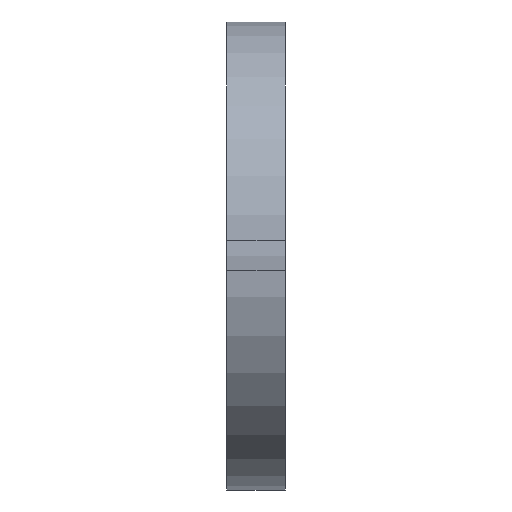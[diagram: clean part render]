
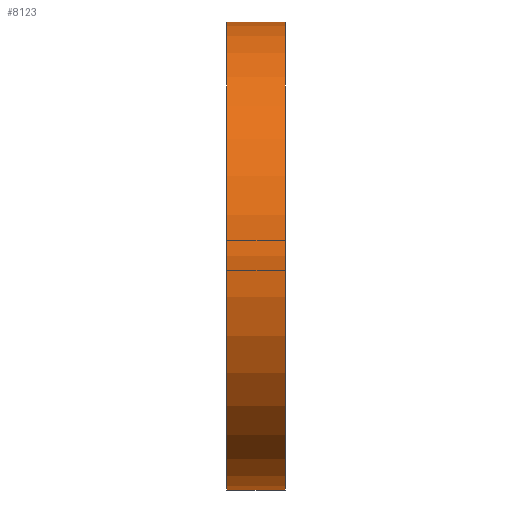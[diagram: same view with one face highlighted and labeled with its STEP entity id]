
A CAD part, left-side view. The second image highlights one B-rep face of the part: STEP entity #8123.
In plain terms, the highlighted cylindrical face has radius 38.1 mm (diameter 76.2 mm), a partial arc.
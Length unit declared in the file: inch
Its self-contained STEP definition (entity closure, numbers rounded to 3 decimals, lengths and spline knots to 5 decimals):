
#333 = DIRECTION ( 'NONE',  ( 0., 0., 1. ) ) ;
#936 = VERTEX_POINT ( 'NONE', #7072 ) ;
#2926 = CARTESIAN_POINT ( 'NONE',  ( -2.55006, 0.375, 1.5 ) ) ;
#3368 = CIRCLE ( 'NONE', #11808, 1.5 ) ;
#3624 = LINE ( 'NONE', #4985, #27514 ) ;
#4529 = CARTESIAN_POINT ( 'NONE',  ( -2.55006, 0.375, 0. ) ) ;
#4985 = CARTESIAN_POINT ( 'NONE',  ( -2.55006, 0.375, -1.5 ) ) ;
#7072 = CARTESIAN_POINT ( 'NONE',  ( -2.55006, 0., 1.5 ) ) ;
#8123 = ADVANCED_FACE ( 'NONE', ( #25998 ), #13724, .T. ) ;
#8705 = ORIENTED_EDGE ( 'NONE', *, *, #26734, .F. ) ;
#9835 = LINE ( 'NONE', #28270, #22843 ) ;
#11488 = DIRECTION ( 'NONE',  ( 0., 0., -1. ) ) ;
#11808 = AXIS2_PLACEMENT_3D ( 'NONE', #28050, #14201, #333 ) ;
#13603 = DIRECTION ( 'NONE',  ( 0., 1., 0. ) ) ;
#13724 = CYLINDRICAL_SURFACE ( 'NONE', #14534, 1.5 ) ;
#14201 = DIRECTION ( 'NONE',  ( 0., 1., 0. ) ) ;
#14289 = DIRECTION ( 'NONE',  ( 0., -1., 0. ) ) ;
#14400 = DIRECTION ( 'NONE',  ( 0., -1., 0. ) ) ;
#14534 = AXIS2_PLACEMENT_3D ( 'NONE', #4529, #25317, #11488 ) ;
#14779 = EDGE_CURVE ( 'NONE', #25619, #936, #9835, .T. ) ;
#15794 = VERTEX_POINT ( 'NONE', #29710 ) ;
#16581 = ORIENTED_EDGE ( 'NONE', *, *, #19274, .T. ) ;
#16792 = CIRCLE ( 'NONE', #23942, 1.5 ) ;
#19274 = EDGE_CURVE ( 'NONE', #28299, #15794, #3624, .T. ) ;
#22401 = ORIENTED_EDGE ( 'NONE', *, *, #14779, .F. ) ;
#22843 = VECTOR ( 'NONE', #14400, 39.37008 ) ;
#23583 = EDGE_CURVE ( 'NONE', #15794, #936, #16792, .T. ) ;
#23942 = AXIS2_PLACEMENT_3D ( 'NONE', #27479, #13603, #29809 ) ;
#24269 = ORIENTED_EDGE ( 'NONE', *, *, #23583, .T. ) ;
#25317 = DIRECTION ( 'NONE',  ( 0., -1., 0. ) ) ;
#25619 = VERTEX_POINT ( 'NONE', #2926 ) ;
#25998 = FACE_OUTER_BOUND ( 'NONE', #26381, .T. ) ;
#26381 = EDGE_LOOP ( 'NONE', ( #24269, #22401, #8705, #16581 ) ) ;
#26734 = EDGE_CURVE ( 'NONE', #28299, #25619, #3368, .T. ) ;
#27317 = CARTESIAN_POINT ( 'NONE',  ( -2.55006, 0.375, -1.5 ) ) ;
#27479 = CARTESIAN_POINT ( 'NONE',  ( -2.55006, 0., 0. ) ) ;
#27514 = VECTOR ( 'NONE', #14289, 39.37008 ) ;
#28050 = CARTESIAN_POINT ( 'NONE',  ( -2.55006, 0.375, 0. ) ) ;
#28270 = CARTESIAN_POINT ( 'NONE',  ( -2.55006, 0.375, 1.5 ) ) ;
#28299 = VERTEX_POINT ( 'NONE', #27317 ) ;
#29710 = CARTESIAN_POINT ( 'NONE',  ( -2.55006, 0., -1.5 ) ) ;
#29809 = DIRECTION ( 'NONE',  ( 0., 0., 1. ) ) ;
